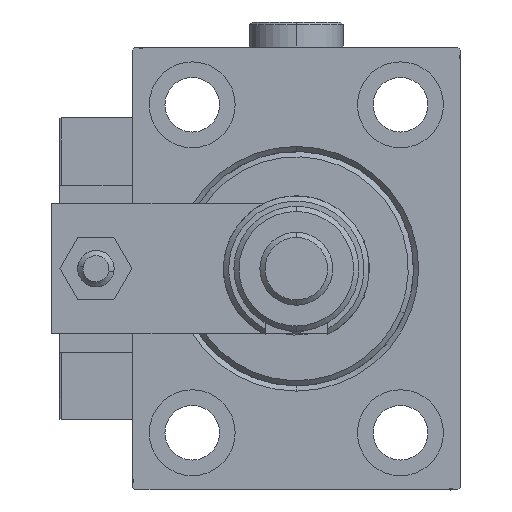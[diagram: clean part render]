
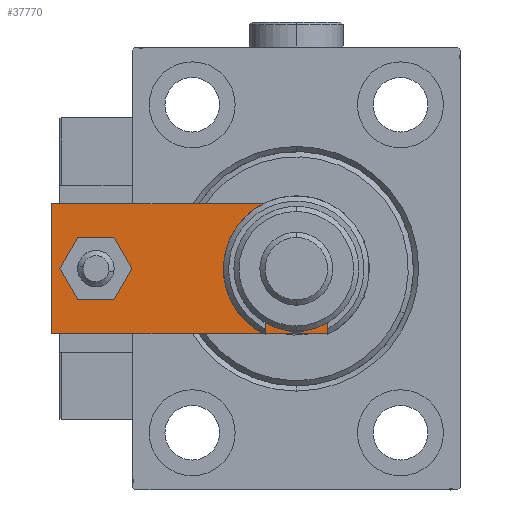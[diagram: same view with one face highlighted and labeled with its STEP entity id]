
A CAD part, left-side view. The second image highlights one B-rep face of the part: STEP entity #37770.
In plain terms, the highlighted face is planar.
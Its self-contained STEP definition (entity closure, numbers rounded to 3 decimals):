
#349 = CARTESIAN_POINT ( 'NONE',  ( 0., 51.5, 6. ) ) ;
#730 = CARTESIAN_POINT ( 'NONE',  ( -4., 51.5, 6. ) ) ;
#2001 = CARTESIAN_POINT ( 'NONE',  ( 12.5, 0., 6. ) ) ;
#2156 = CARTESIAN_POINT ( 'NONE',  ( 0., 13., 6. ) ) ;
#2468 = AXIS2_PLACEMENT_3D ( 'NONE', #37859, #8160, #41689 ) ;
#2985 = EDGE_CURVE ( 'NONE', #47941, #51897, #3367, .T. ) ;
#3017 = CIRCLE ( 'NONE', #40706, 4. ) ;
#3165 = EDGE_LOOP ( 'NONE', ( #51961, #26878, #27597, #42574, #42771, #17314 ) ) ;
#3367 = CIRCLE ( 'NONE', #2468, 4. ) ;
#3729 = LINE ( 'NONE', #53211, #38869 ) ;
#3835 = VERTEX_POINT ( 'NONE', #24717 ) ;
#3885 = ORIENTED_EDGE ( 'NONE', *, *, #43157, .F. ) ;
#4759 = DIRECTION ( 'NONE',  ( 1., 0., 0. ) ) ;
#5152 = DIRECTION ( 'NONE',  ( 0., 0., 1. ) ) ;
#5321 = LINE ( 'NONE', #2001, #10394 ) ;
#5812 = ORIENTED_EDGE ( 'NONE', *, *, #41337, .F. ) ;
#8160 = DIRECTION ( 'NONE',  ( 0., 0., 1. ) ) ;
#9151 = CARTESIAN_POINT ( 'NONE',  ( -8.25, 13., 6. ) ) ;
#9211 = CIRCLE ( 'NONE', #44215, 8.25 ) ;
#9272 = DIRECTION ( 'NONE',  ( 1., 0., 0. ) ) ;
#9817 = CARTESIAN_POINT ( 'NONE',  ( -12.5, 7., 6. ) ) ;
#10394 = VECTOR ( 'NONE', #31688, 1000. ) ;
#10631 = DIRECTION ( 'NONE',  ( 0., 0., 1. ) ) ;
#13925 = VERTEX_POINT ( 'NONE', #39414 ) ;
#16272 = CARTESIAN_POINT ( 'NONE',  ( -12.5, 0., 6. ) ) ;
#17314 = ORIENTED_EDGE ( 'NONE', *, *, #50123, .T. ) ;
#19294 = EDGE_CURVE ( 'NONE', #28570, #44646, #9211, .T. ) ;
#19765 = CIRCLE ( 'NONE', #36458, 8.25 ) ;
#20495 = DIRECTION ( 'NONE',  ( 0.707, 0.707, 0. ) ) ;
#20982 = LINE ( 'NONE', #24819, #53160 ) ;
#21261 = LINE ( 'NONE', #38035, #23195 ) ;
#21938 = EDGE_CURVE ( 'NONE', #25312, #3835, #5321, .T. ) ;
#23195 = VECTOR ( 'NONE', #41325, 1000. ) ;
#24717 = CARTESIAN_POINT ( 'NONE',  ( 12.5, 60., 6. ) ) ;
#24819 = CARTESIAN_POINT ( 'NONE',  ( -2.75, -2.75, 6. ) ) ;
#25312 = VERTEX_POINT ( 'NONE', #30212 ) ;
#25370 = DIRECTION ( 'NONE',  ( 0., 0., 1. ) ) ;
#25419 = ORIENTED_EDGE ( 'NONE', *, *, #2985, .F. ) ;
#26545 = AXIS2_PLACEMENT_3D ( 'NONE', #48297, #10631, #27401 ) ;
#26878 = ORIENTED_EDGE ( 'NONE', *, *, #54225, .T. ) ;
#27363 = CARTESIAN_POINT ( 'NONE',  ( 8.25, 13., 6. ) ) ;
#27401 = DIRECTION ( 'NONE',  ( 1., 0., 0. ) ) ;
#27597 = ORIENTED_EDGE ( 'NONE', *, *, #28750, .T. ) ;
#28570 = VERTEX_POINT ( 'NONE', #27363 ) ;
#28646 = LINE ( 'NONE', #16272, #30698 ) ;
#28750 = EDGE_CURVE ( 'NONE', #49690, #38908, #28646, .T. ) ;
#30100 = CARTESIAN_POINT ( 'NONE',  ( -5.5, 0., 6. ) ) ;
#30212 = CARTESIAN_POINT ( 'NONE',  ( 12.5, 7., 6. ) ) ;
#30698 = VECTOR ( 'NONE', #33340, 1000. ) ;
#30781 = EDGE_CURVE ( 'NONE', #13925, #32642, #34151, .T. ) ;
#31520 = FACE_OUTER_BOUND ( 'NONE', #3165, .T. ) ;
#31688 = DIRECTION ( 'NONE',  ( 0., 1., 0. ) ) ;
#32642 = VERTEX_POINT ( 'NONE', #9817 ) ;
#33340 = DIRECTION ( 'NONE',  ( 1., 0., 0. ) ) ;
#33358 = ORIENTED_EDGE ( 'NONE', *, *, #19294, .F. ) ;
#34151 = LINE ( 'NONE', #39347, #49229 ) ;
#35118 = PLANE ( 'NONE',  #26545 ) ;
#35665 = FACE_BOUND ( 'NONE', #35835, .T. ) ;
#35701 = DIRECTION ( 'NONE',  ( 0., 0., 1. ) ) ;
#35835 = EDGE_LOOP ( 'NONE', ( #5812, #25419 ) ) ;
#36458 = AXIS2_PLACEMENT_3D ( 'NONE', #42798, #5152, #9272 ) ;
#37239 = CARTESIAN_POINT ( 'NONE',  ( 5.5, 0., 6. ) ) ;
#37757 = DIRECTION ( 'NONE',  ( 0.707, -0.707, 0. ) ) ;
#37770 = ADVANCED_FACE ( 'NONE', ( #35665, #31520, #43347 ), #35118, .T. ) ;
#37859 = CARTESIAN_POINT ( 'NONE',  ( 0., 51.5, 6. ) ) ;
#38035 = CARTESIAN_POINT ( 'NONE',  ( 12.5, 60., 6. ) ) ;
#38869 = VECTOR ( 'NONE', #20495, 1000. ) ;
#38908 = VERTEX_POINT ( 'NONE', #37239 ) ;
#39347 = CARTESIAN_POINT ( 'NONE',  ( -12.5, 60., 6. ) ) ;
#39414 = CARTESIAN_POINT ( 'NONE',  ( -12.5, 60., 6. ) ) ;
#40706 = AXIS2_PLACEMENT_3D ( 'NONE', #349, #25370, #4759 ) ;
#41325 = DIRECTION ( 'NONE',  ( -1., 0., 0. ) ) ;
#41337 = EDGE_CURVE ( 'NONE', #51897, #47941, #3017, .T. ) ;
#41689 = DIRECTION ( 'NONE',  ( 1., 0., 0. ) ) ;
#42574 = ORIENTED_EDGE ( 'NONE', *, *, #48638, .T. ) ;
#42654 = DIRECTION ( 'NONE',  ( 0., -1., 0. ) ) ;
#42771 = ORIENTED_EDGE ( 'NONE', *, *, #21938, .T. ) ;
#42798 = CARTESIAN_POINT ( 'NONE',  ( 0., 13., 6. ) ) ;
#43157 = EDGE_CURVE ( 'NONE', #44646, #28570, #19765, .T. ) ;
#43347 = FACE_BOUND ( 'NONE', #45573, .T. ) ;
#44215 = AXIS2_PLACEMENT_3D ( 'NONE', #2156, #35701, #49075 ) ;
#44646 = VERTEX_POINT ( 'NONE', #9151 ) ;
#45573 = EDGE_LOOP ( 'NONE', ( #3885, #33358 ) ) ;
#46264 = CARTESIAN_POINT ( 'NONE',  ( 4., 51.5, 6. ) ) ;
#47941 = VERTEX_POINT ( 'NONE', #46264 ) ;
#48297 = CARTESIAN_POINT ( 'NONE',  ( 0., 0., 6. ) ) ;
#48638 = EDGE_CURVE ( 'NONE', #38908, #25312, #3729, .T. ) ;
#49075 = DIRECTION ( 'NONE',  ( 1., 0., 0. ) ) ;
#49229 = VECTOR ( 'NONE', #42654, 1000. ) ;
#49690 = VERTEX_POINT ( 'NONE', #30100 ) ;
#50123 = EDGE_CURVE ( 'NONE', #3835, #13925, #21261, .T. ) ;
#51897 = VERTEX_POINT ( 'NONE', #730 ) ;
#51961 = ORIENTED_EDGE ( 'NONE', *, *, #30781, .T. ) ;
#53160 = VECTOR ( 'NONE', #37757, 1000. ) ;
#53211 = CARTESIAN_POINT ( 'NONE',  ( 2.75, -2.75, 6. ) ) ;
#54225 = EDGE_CURVE ( 'NONE', #32642, #49690, #20982, .T. ) ;
